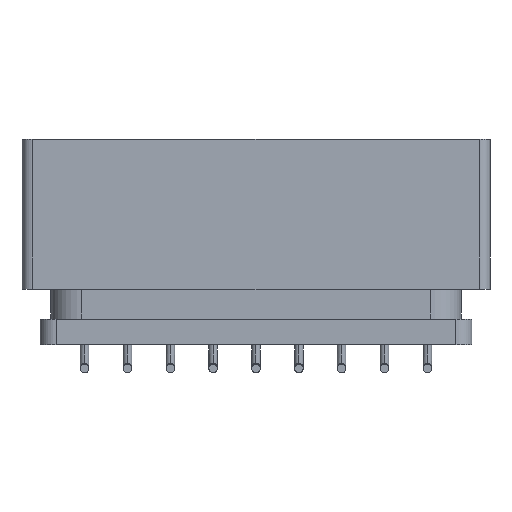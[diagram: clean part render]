
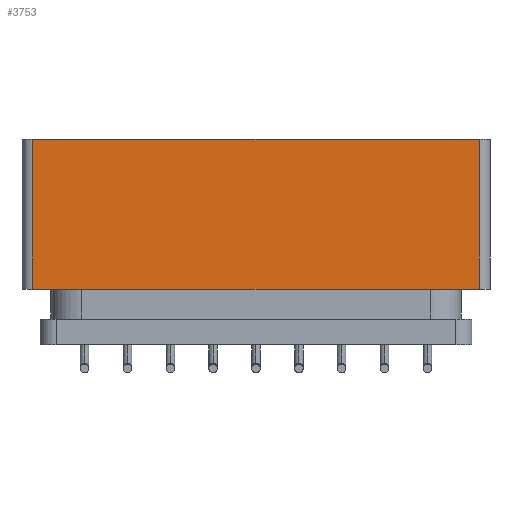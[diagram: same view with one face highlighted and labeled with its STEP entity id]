
A CAD part, front view. The second image highlights one B-rep face of the part: STEP entity #3753.
In plain terms, the highlighted planar face has unit normal (0, -1, 0).
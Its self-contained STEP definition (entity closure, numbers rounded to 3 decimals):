
#475=DIRECTION('',(0.,0.,1.));
#476=VECTOR('',#475,14.);
#477=CARTESIAN_POINT('',(20.85,-5.75,-7.));
#478=LINE('',#477,#476);
#483=DIRECTION('',(-1.,0.,0.));
#484=VECTOR('',#483,41.7);
#485=CARTESIAN_POINT('',(20.85,-5.75,-7.));
#486=LINE('',#485,#484);
#491=DIRECTION('',(0.,0.,-1.));
#492=VECTOR('',#491,14.);
#493=CARTESIAN_POINT('',(-20.85,-5.75,7.));
#494=LINE('',#493,#492);
#525=DIRECTION('',(-1.,0.,0.));
#526=VECTOR('',#525,41.7);
#527=CARTESIAN_POINT('',(20.85,-5.75,7.));
#528=LINE('',#527,#526);
#2557=CARTESIAN_POINT('',(-20.85,-5.75,-7.));
#2558=VERTEX_POINT('',#2557);
#2559=CARTESIAN_POINT('',(20.85,-5.75,-7.));
#2560=VERTEX_POINT('',#2559);
#2585=CARTESIAN_POINT('',(20.85,-5.75,7.));
#2586=VERTEX_POINT('',#2585);
#2587=CARTESIAN_POINT('',(-20.85,-5.75,7.));
#2588=VERTEX_POINT('',#2587);
#3740=CARTESIAN_POINT('',(-21.85,-5.75,-7.));
#3741=DIRECTION('',(0.,-1.,0.));
#3742=DIRECTION('',(1.,0.,0.));
#3743=AXIS2_PLACEMENT_3D('',#3740,#3741,#3742);
#3744=PLANE('',#3743);
#3746=ORIENTED_EDGE('',*,*,#3745,.F.);
#3748=ORIENTED_EDGE('',*,*,#3747,.F.);
#3749=ORIENTED_EDGE('',*,*,#3732,.F.);
#3750=ORIENTED_EDGE('',*,*,#3675,.T.);
#3751=EDGE_LOOP('',(#3746,#3748,#3749,#3750));
#3752=FACE_OUTER_BOUND('',#3751,.F.);
#3753=ADVANCED_FACE('',(#3752),#3744,.T.);
#3675=EDGE_CURVE('',#2560,#2558,#486,.T.);
#3732=EDGE_CURVE('',#2560,#2586,#478,.T.);
#3745=EDGE_CURVE('',#2588,#2558,#494,.T.);
#3747=EDGE_CURVE('',#2586,#2588,#528,.T.);
